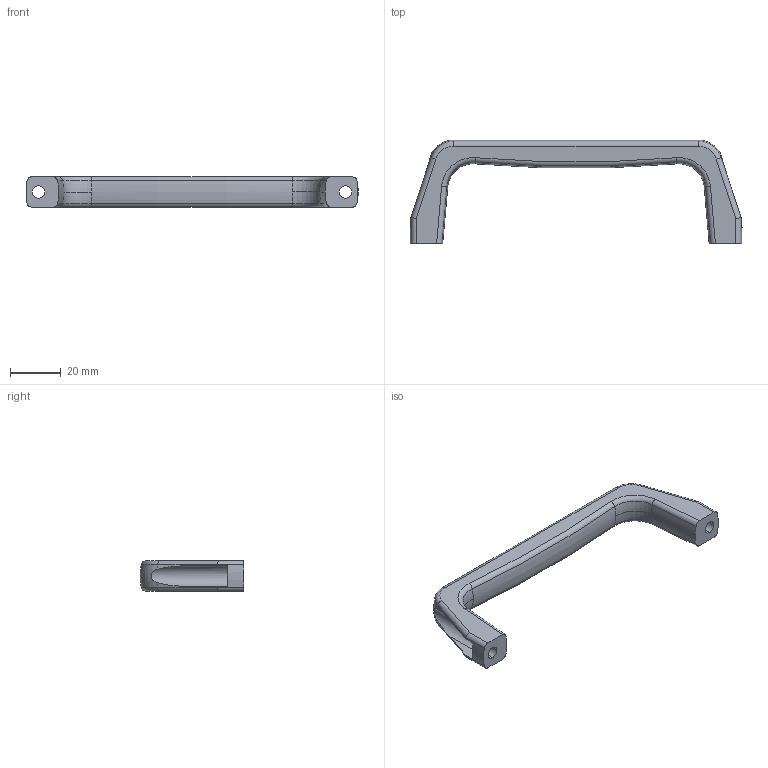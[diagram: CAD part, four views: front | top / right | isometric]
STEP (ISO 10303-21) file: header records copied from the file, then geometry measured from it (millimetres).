
FILE_DESCRIPTION (( 'STEP AP214' ), '1' );
FILE_NAME ('SAFE00H1738-Poignée PA 120 étroite 12mm.step', '2023-03-24T10:10:22', ( 'Altae' ), ( '' ), 'SwSTEP 2.0', 'SolidWorks 2021', '' );
FILE_SCHEMA (( 'AUTOMOTIVE_DESIGN' ));
Length unit declared in the file: millimetre
Products named in the file (1): SAFE00H1738-Poignée PA 120 étroite 12mm
Bounding box: 130.91 x 40.94 x 12 mm (x, y, z)
Volume: 19361.1 mm3; surface area: 8082 mm2
Topology: 1 solids, 1 shells, 65 faces, 170 edges, 105 vertices
Faces by surface type: cylinder 30, torus 17, plane 14, cone 4
Entity records: 2124 total; most frequent: CARTESIAN_POINT 488, DIRECTION 353, ORIENTED_EDGE 340, EDGE_CURVE 170, AXIS2_PLACEMENT_3D 142, VERTEX_POINT 105, CIRCLE 76, VECTOR 69
